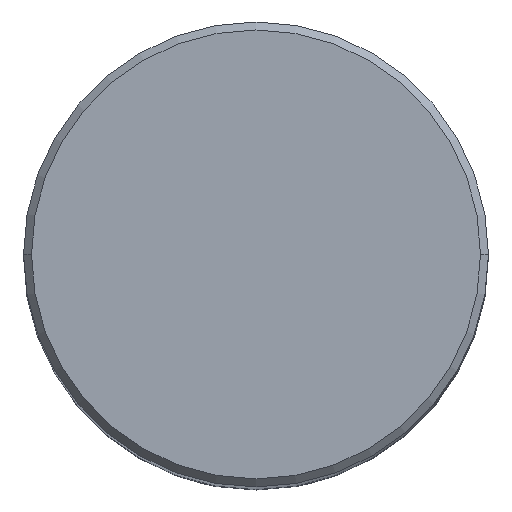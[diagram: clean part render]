
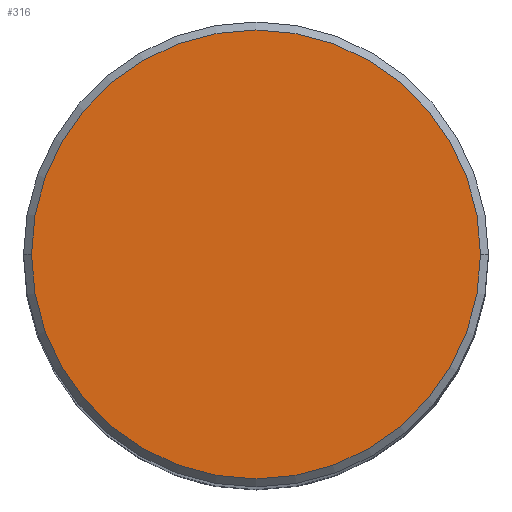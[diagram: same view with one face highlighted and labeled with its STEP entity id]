
A CAD part, top view. The second image highlights one B-rep face of the part: STEP entity #316.
In plain terms, the highlighted planar face has unit normal (0, 0, 1).
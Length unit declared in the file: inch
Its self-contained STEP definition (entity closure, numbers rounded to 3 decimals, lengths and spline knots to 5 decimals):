
#72 = PLANE ( 'NONE',  #264 ) ;
#88 = AXIS2_PLACEMENT_3D ( 'NONE', #269, #236, #297 ) ;
#117 = CARTESIAN_POINT ( 'NONE',  ( 0., 0., 4. ) ) ;
#120 = ORIENTED_EDGE ( 'NONE', *, *, #301, .T. ) ;
#125 = ORIENTED_EDGE ( 'NONE', *, *, #304, .T. ) ;
#127 = CIRCLE ( 'NONE', #230, 0.4225 ) ;
#134 = DIRECTION ( 'NONE',  ( 0., 0., 1. ) ) ;
#141 = DIRECTION ( 'NONE',  ( 0., 0., 1. ) ) ;
#179 = CARTESIAN_POINT ( 'NONE',  ( -0.4225, 0., 4. ) ) ;
#193 = VERTEX_POINT ( 'NONE', #179 ) ;
#195 = VERTEX_POINT ( 'NONE', #233 ) ;
#206 = FACE_OUTER_BOUND ( 'NONE', #315, .T. ) ;
#230 = AXIS2_PLACEMENT_3D ( 'NONE', #317, #141, #286 ) ;
#233 = CARTESIAN_POINT ( 'NONE',  ( 0.4225, 0., 4. ) ) ;
#236 = DIRECTION ( 'NONE',  ( 0., 0., 1. ) ) ;
#264 = AXIS2_PLACEMENT_3D ( 'NONE', #117, #134, #273 ) ;
#269 = CARTESIAN_POINT ( 'NONE',  ( 0., 0., 4. ) ) ;
#273 = DIRECTION ( 'NONE',  ( 1., 0., 0. ) ) ;
#286 = DIRECTION ( 'NONE',  ( 1., 0., 0. ) ) ;
#297 = DIRECTION ( 'NONE',  ( 1., 0., 0. ) ) ;
#301 = EDGE_CURVE ( 'NONE', #193, #195, #127, .T. ) ;
#304 = EDGE_CURVE ( 'NONE', #195, #193, #324, .T. ) ;
#315 = EDGE_LOOP ( 'NONE', ( #120, #125 ) ) ;
#316 = ADVANCED_FACE ( 'NONE', ( #206 ), #72, .T. ) ;
#317 = CARTESIAN_POINT ( 'NONE',  ( 0., 0., 4. ) ) ;
#324 = CIRCLE ( 'NONE', #88, 0.4225 ) ;
